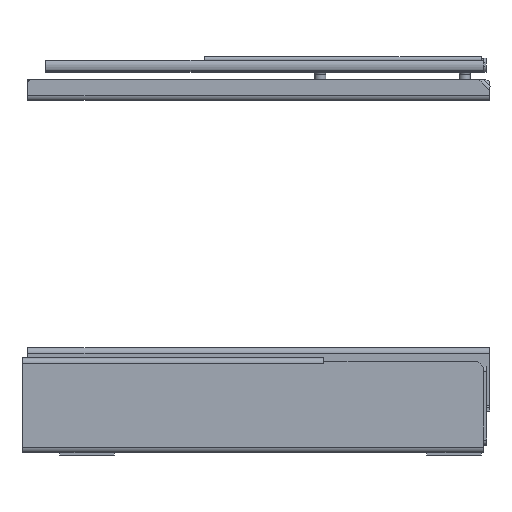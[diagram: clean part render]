
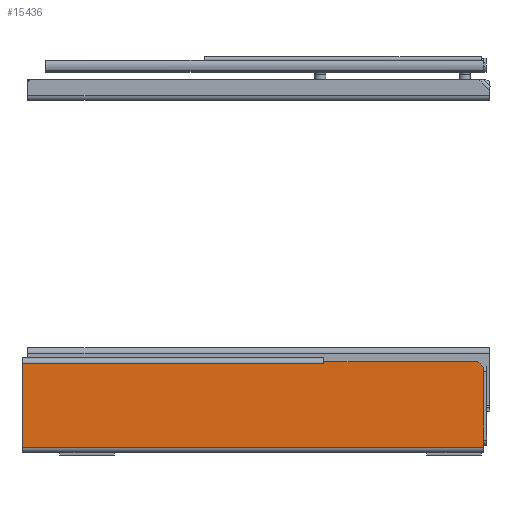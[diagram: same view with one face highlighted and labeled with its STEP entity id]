
A CAD part, left-side view. The second image highlights one B-rep face of the part: STEP entity #15436.
In plain terms, the highlighted planar face has unit normal (-1, 0, 0).
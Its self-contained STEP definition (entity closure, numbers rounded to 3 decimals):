
#2060=FACE_OUTER_BOUND('',#2992,.T.);
#2992=EDGE_LOOP('',(#11957,#11958,#11959,#11960,#11961,#11962,#11963,#11964,
#11965));
#3624=LINE('',#22593,#4833);
#4189=LINE('',#25787,#5398);
#4191=LINE('',#25796,#5400);
#4195=LINE('',#25804,#5404);
#4198=LINE('',#25809,#5407);
#4199=LINE('',#25811,#5408);
#4200=LINE('',#25813,#5409);
#4201=LINE('',#25815,#5410);
#4202=LINE('',#25816,#5411);
#4833=VECTOR('',#17800,10.);
#5398=VECTOR('',#19877,10.);
#5400=VECTOR('',#19887,10.);
#5404=VECTOR('',#19893,10.);
#5407=VECTOR('',#19898,10.);
#5408=VECTOR('',#19899,10.);
#5409=VECTOR('',#19900,10.);
#5410=VECTOR('',#19901,10.);
#5411=VECTOR('',#19902,10.);
#6045=VERTEX_POINT('',#22590);
#6046=VERTEX_POINT('',#22592);
#6839=VERTEX_POINT('',#25786);
#6841=VERTEX_POINT('',#25794);
#6842=VERTEX_POINT('',#25795);
#6845=VERTEX_POINT('',#25803);
#6847=VERTEX_POINT('',#25810);
#6848=VERTEX_POINT('',#25812);
#6849=VERTEX_POINT('',#25814);
#7545=EDGE_CURVE('',#6046,#6045,#3624,.T.);
#8722=EDGE_CURVE('',#6839,#6046,#4189,.T.);
#8726=EDGE_CURVE('',#6841,#6842,#4191,.T.);
#8730=EDGE_CURVE('',#6842,#6845,#4195,.T.);
#8733=EDGE_CURVE('',#6845,#6839,#4198,.T.);
#8734=EDGE_CURVE('',#6045,#6847,#4199,.T.);
#8735=EDGE_CURVE('',#6848,#6847,#4200,.T.);
#8736=EDGE_CURVE('',#6849,#6848,#4201,.T.);
#8737=EDGE_CURVE('',#6849,#6841,#4202,.T.);
#11957=ORIENTED_EDGE('',*,*,#8726,.T.);
#11958=ORIENTED_EDGE('',*,*,#8730,.T.);
#11959=ORIENTED_EDGE('',*,*,#8733,.T.);
#11960=ORIENTED_EDGE('',*,*,#8722,.T.);
#11961=ORIENTED_EDGE('',*,*,#7545,.T.);
#11962=ORIENTED_EDGE('',*,*,#8734,.T.);
#11963=ORIENTED_EDGE('',*,*,#8735,.F.);
#11964=ORIENTED_EDGE('',*,*,#8736,.F.);
#11965=ORIENTED_EDGE('',*,*,#8737,.T.);
#14740=PLANE('',#16758);
#15436=ADVANCED_FACE('',(#2060),#14740,.T.);
#16758=AXIS2_PLACEMENT_3D('',#25808,#19896,#19897);
#17800=DIRECTION('',(0.,0.,-1.));
#19877=DIRECTION('',(0.,1.,0.));
#19887=DIRECTION('',(0.,0.,-1.));
#19893=DIRECTION('',(0.,1.,0.));
#19896=DIRECTION('center_axis',(-1.,0.,0.));
#19897=DIRECTION('ref_axis',(0.,-1.,0.));
#19898=DIRECTION('',(0.,0.,1.));
#19899=DIRECTION('',(0.,-1.,0.));
#19900=DIRECTION('',(0.,0.,-1.));
#19901=DIRECTION('',(0.,-0.707,-0.707));
#19902=DIRECTION('',(0.,1.,0.));
#22590=CARTESIAN_POINT('',(-54.,395.,7.));
#22592=CARTESIAN_POINT('',(-54.,395.,78.));
#22593=CARTESIAN_POINT('',(-54.,395.,82.5));
#25786=CARTESIAN_POINT('',(-54.,140.,78.));
#25787=CARTESIAN_POINT('',(-54.,72.5,78.));
#25794=CARTESIAN_POINT('',(-54.,139.99,79.3));
#25795=CARTESIAN_POINT('',(-54.,139.99,77.99));
#25796=CARTESIAN_POINT('',(-54.,139.99,80.9));
#25803=CARTESIAN_POINT('',(-54.,140.,77.99));
#25804=CARTESIAN_POINT('',(-54.,72.495,77.99));
#25808=CARTESIAN_POINT('Origin',(-54.,5.,82.5));
#25809=CARTESIAN_POINT('',(-54.,140.,80.245));
#25810=CARTESIAN_POINT('',(-54.,5.,7.));
#25811=CARTESIAN_POINT('',(-54.,102.5,7.));
#25812=CARTESIAN_POINT('',(-54.,5.,74.3));
#25813=CARTESIAN_POINT('',(-54.,5.,82.5));
#25814=CARTESIAN_POINT('',(-54.,10.,79.3));
#25815=CARTESIAN_POINT('',(-54.,8.3,77.6));
#25816=CARTESIAN_POINT('',(-54.,-6.689,79.3));
